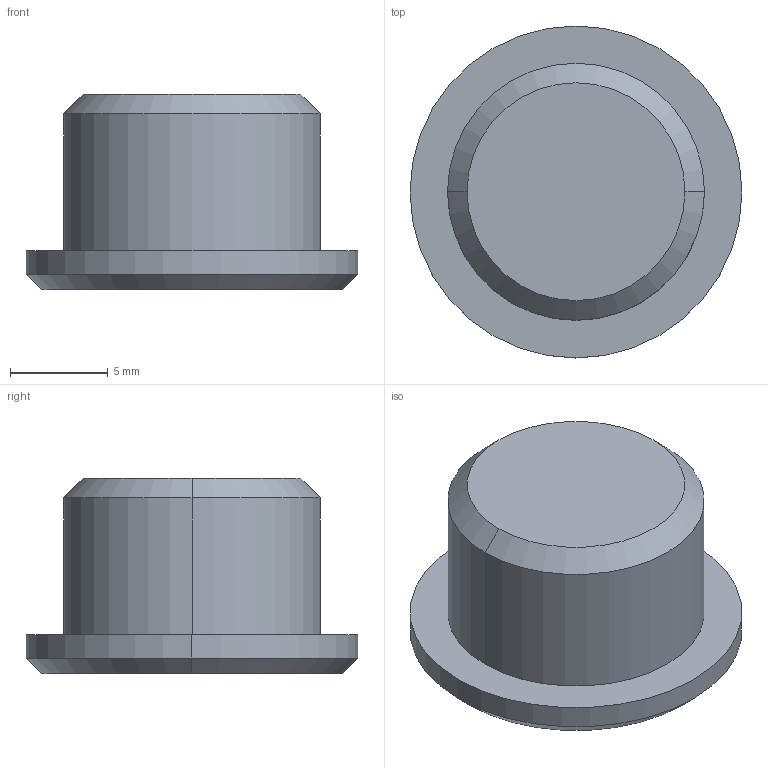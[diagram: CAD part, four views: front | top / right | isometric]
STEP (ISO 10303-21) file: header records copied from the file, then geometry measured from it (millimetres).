
FILE_DESCRIPTION(( 'RA.19S00.14.stp' ), '1');
FILE_NAME( 'RA.19S00.14.stp', '2018-10-10T17:18:26',( 'Sopra'),('sopra-pneumatic.com'), 'SwSTEP 2.0','SolidWorks 2009','' );
FILE_SCHEMA(('CONFIG_CONTROL_DESIGN'));
Length unit declared in the file: millimetre
Products named in the file (1): DN612-G14
Bounding box: 17 x 17 x 10 mm (x, y, z)
Volume: 1326.4 mm3; surface area: 944.8 mm2
Topology: 1 solids, 1 shells, 151 faces, 401 edges, 261 vertices
Faces by surface type: plane 133, cylinder 10, cone 8
Entity records: 4473 total; most frequent: CARTESIAN_POINT 838, ORIENTED_EDGE 798, DIRECTION 627, EDGE_CURVE 399, VECTOR 351, LINE 351, VERTEX_POINT 261, EDGE_LOOP 162
